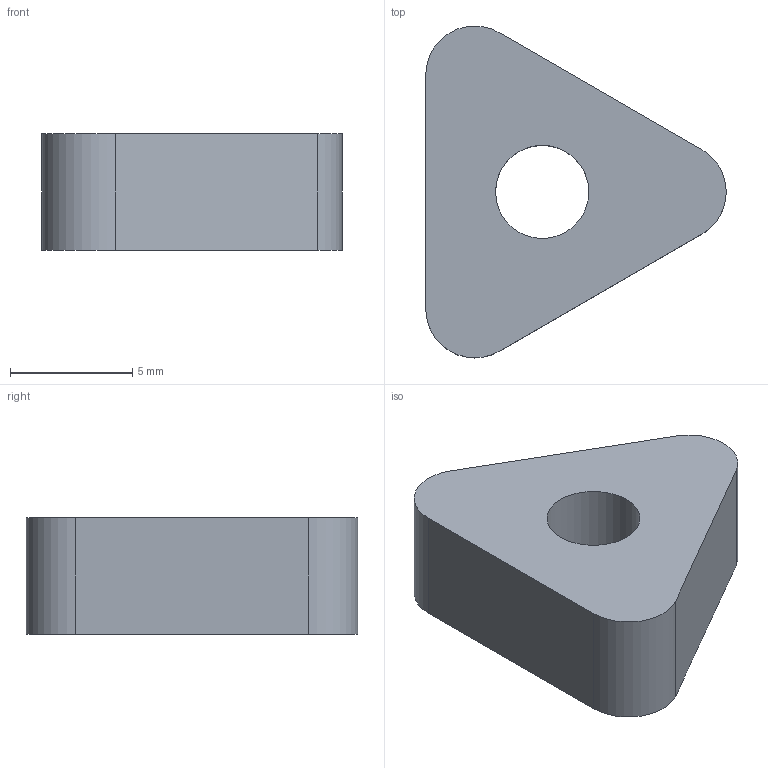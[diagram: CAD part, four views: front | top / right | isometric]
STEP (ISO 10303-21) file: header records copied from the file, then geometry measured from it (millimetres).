
FILE_DESCRIPTION(/* description */ (''),/* implementation_level */ '2;1');
FILE_NAME(/* name */ 'aaa337637_a.stp',/* time_stamp */ '2019-09-19T15:12:27+02:00',/* author */ (''),/* organization */ ('SMS'),/* preprocessor_version */ 'ST-DEVELOPER v16.7',/* originating_system */ 'SIEMENS PLM Software NX 12.0',/* authorisation */ '');
FILE_SCHEMA (('AUTOMOTIVE_DESIGN { 1 0 10303 214 3 1 1 1 }'));
Length unit declared in the file: millimetre
Products named in the file (1): AAA337637_A
Bounding box: 12.29 x 13.57 x 4.76 mm (x, y, z)
Volume: 467.6 mm3; surface area: 449.9 mm2
Topology: 1 solids, 1 shells, 9 faces, 23 edges, 18 vertices
Faces by surface type: plane 5, cylinder 4
Full cylindrical faces by diameter (mm): 3.81 x1
Entity records: 384 total; most frequent: CARTESIAN_POINT 108, DIRECTION 52, ORIENTED_EDGE 40, EDGE_CURVE 20, AXIS2_PLACEMENT_3D 20, VERTEX_POINT 14, LINE 12, VECTOR 12
